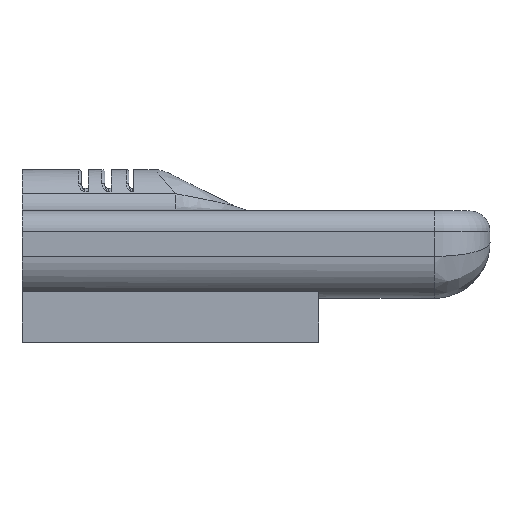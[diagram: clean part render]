
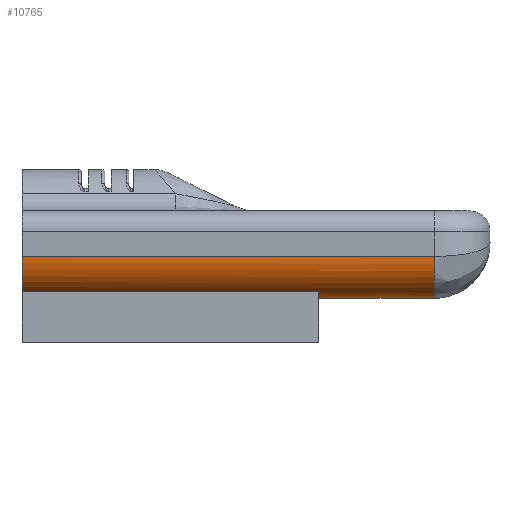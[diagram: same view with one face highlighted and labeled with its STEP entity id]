
A CAD part, left-side view. The second image highlights one B-rep face of the part: STEP entity #10765.
In plain terms, the highlighted cylindrical face has radius 6 mm (diameter 12 mm), a partial arc.
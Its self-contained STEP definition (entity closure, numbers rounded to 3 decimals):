
#165=CYLINDRICAL_SURFACE('',#11440,6.);
#438=CIRCLE('',#11286,6.);
#460=CIRCLE('',#11340,6.);
#513=CIRCLE('',#11441,6.);
#1522=FACE_OUTER_BOUND('',#2156,.T.);
#2156=EDGE_LOOP('',(#9745,#9746,#9747,#9748,#9749,#9750));
#2739=LINE('',#21641,#3485);
#2886=LINE('',#22715,#3632);
#2888=LINE('',#22719,#3634);
#3485=VECTOR('',#12909,10.);
#3632=VECTOR('',#13414,10.);
#3634=VECTOR('',#13418,10.);
#4914=VERTEX_POINT('',#21638);
#4915=VERTEX_POINT('',#21640);
#4947=VERTEX_POINT('',#21724);
#5004=VERTEX_POINT('',#22132);
#5076=VERTEX_POINT('',#22714);
#5077=VERTEX_POINT('',#22718);
#6397=EDGE_CURVE('',#4914,#4915,#2739,.T.);
#6443=EDGE_CURVE('',#4914,#4947,#438,.T.);
#6532=EDGE_CURVE('',#5004,#4915,#460,.T.);
#6662=EDGE_CURVE('',#5004,#5076,#2886,.F.);
#6664=EDGE_CURVE('',#5077,#4947,#2888,.T.);
#6665=EDGE_CURVE('',#5077,#5076,#513,.T.);
#9745=ORIENTED_EDGE('',*,*,#6664,.F.);
#9746=ORIENTED_EDGE('',*,*,#6665,.T.);
#9747=ORIENTED_EDGE('',*,*,#6662,.F.);
#9748=ORIENTED_EDGE('',*,*,#6532,.T.);
#9749=ORIENTED_EDGE('',*,*,#6397,.F.);
#9750=ORIENTED_EDGE('',*,*,#6443,.T.);
#10765=ADVANCED_FACE('',(#1522),#165,.T.);
#11286=AXIS2_PLACEMENT_3D('',#21829,#12989,#12990);
#11340=AXIS2_PLACEMENT_3D('',#22133,#13143,#13144);
#11440=AXIS2_PLACEMENT_3D('',#22717,#13416,#13417);
#11441=AXIS2_PLACEMENT_3D('',#22720,#13419,#13420);
#12909=DIRECTION('',(0.,1.,0.));
#12989=DIRECTION('center_axis',(0.,1.,0.));
#12990=DIRECTION('ref_axis',(0.,0.,
-1.));
#13143=DIRECTION('center_axis',(0.,-1.,
0.));
#13144=DIRECTION('ref_axis',(-0.707,0.,-0.707));
#13414=DIRECTION('',(0.,-1.,0.));
#13416=DIRECTION('center_axis',(0.,-1.,
0.));
#13417=DIRECTION('ref_axis',(-0.707,0.,-0.707));
#13418=DIRECTION('',(0.,-1.,0.));
#13419=DIRECTION('center_axis',(0.,-1.,0.));
#13420=DIRECTION('ref_axis',(-1.,0.,0.));
#21638=CARTESIAN_POINT('',(28.,-77.,9.6));
#21640=CARTESIAN_POINT('',(28.,-60.5,9.6));
#21641=CARTESIAN_POINT('',(28.,-50.5,9.6));
#21724=CARTESIAN_POINT('',(22.,-77.,15.6));
#21829=CARTESIAN_POINT('Origin',(28.,-77.,15.6));
#22132=CARTESIAN_POINT('',(24.749,-60.5,10.557));
#22133=CARTESIAN_POINT('Origin',(28.,-60.5,15.6));
#22714=CARTESIAN_POINT('',(24.75,-18.,10.557));
#22715=CARTESIAN_POINT('',(24.75,-50.5,10.557));
#22717=CARTESIAN_POINT('Origin',(28.,-50.5,15.6));
#22718=CARTESIAN_POINT('',(22.001,-18.,15.6));
#22719=CARTESIAN_POINT('',(22.,-50.5,15.6));
#22720=CARTESIAN_POINT('Origin',(28.001,-18.,15.6));
